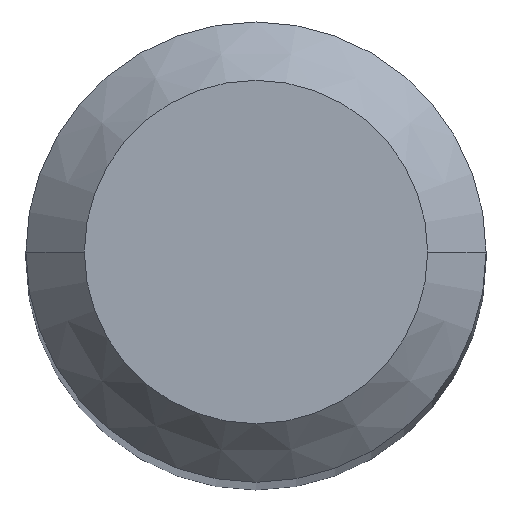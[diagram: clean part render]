
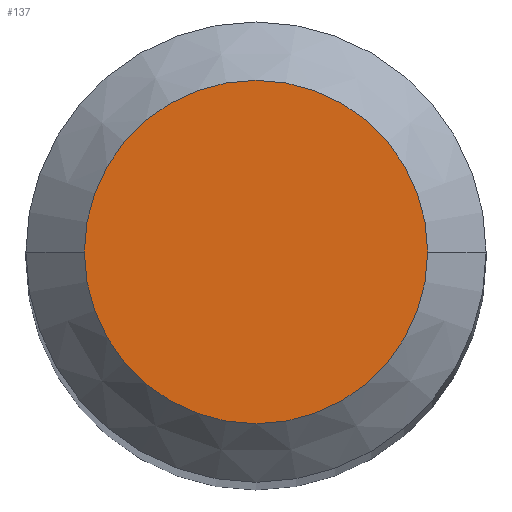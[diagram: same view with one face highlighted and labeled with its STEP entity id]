
A CAD part, top view. The second image highlights one B-rep face of the part: STEP entity #137.
In plain terms, the highlighted planar face has unit normal (0, 0, 1).
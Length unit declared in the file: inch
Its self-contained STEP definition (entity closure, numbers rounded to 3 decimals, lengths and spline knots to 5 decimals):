
#6 = CARTESIAN_POINT ( 'NONE',  ( 0., 0., 0. ) ) ;
#22 = VERTEX_POINT ( 'NONE', #70 ) ;
#45 = DIRECTION ( 'NONE',  ( 1., 0., 0. ) ) ;
#53 = AXIS2_PLACEMENT_3D ( 'NONE', #429, #71, #359 ) ;
#70 = CARTESIAN_POINT ( 'NONE',  ( 0.04405, 0., 0. ) ) ;
#71 = DIRECTION ( 'NONE',  ( 0., 0., -1. ) ) ;
#73 = EDGE_CURVE ( 'NONE', #123, #22, #199, .T. ) ;
#123 = VERTEX_POINT ( 'NONE', #394 ) ;
#124 = ORIENTED_EDGE ( 'NONE', *, *, #73, .T. ) ;
#137 = ADVANCED_FACE ( 'NONE', ( #205 ), #313, .F. ) ;
#183 = ORIENTED_EDGE ( 'NONE', *, *, #207, .T. ) ;
#199 = CIRCLE ( 'NONE', #264, 0.04405 ) ;
#202 = DIRECTION ( 'NONE',  ( 1., 0., 0. ) ) ;
#205 = FACE_OUTER_BOUND ( 'NONE', #406, .T. ) ;
#207 = EDGE_CURVE ( 'NONE', #22, #123, #403, .T. ) ;
#210 = CARTESIAN_POINT ( 'NONE',  ( 0., 0., 0. ) ) ;
#264 = AXIS2_PLACEMENT_3D ( 'NONE', #210, #461, #202 ) ;
#313 = PLANE ( 'NONE',  #53 ) ;
#331 = DIRECTION ( 'NONE',  ( 0., 0., 1. ) ) ;
#359 = DIRECTION ( 'NONE',  ( -1., 0., 0. ) ) ;
#394 = CARTESIAN_POINT ( 'NONE',  ( -0.04405, 0., 0. ) ) ;
#403 = CIRCLE ( 'NONE', #425, 0.04405 ) ;
#406 = EDGE_LOOP ( 'NONE', ( #124, #183 ) ) ;
#425 = AXIS2_PLACEMENT_3D ( 'NONE', #6, #331, #45 ) ;
#429 = CARTESIAN_POINT ( 'NONE',  ( 0., 0.04405, 0. ) ) ;
#461 = DIRECTION ( 'NONE',  ( 0., 0., 1. ) ) ;
